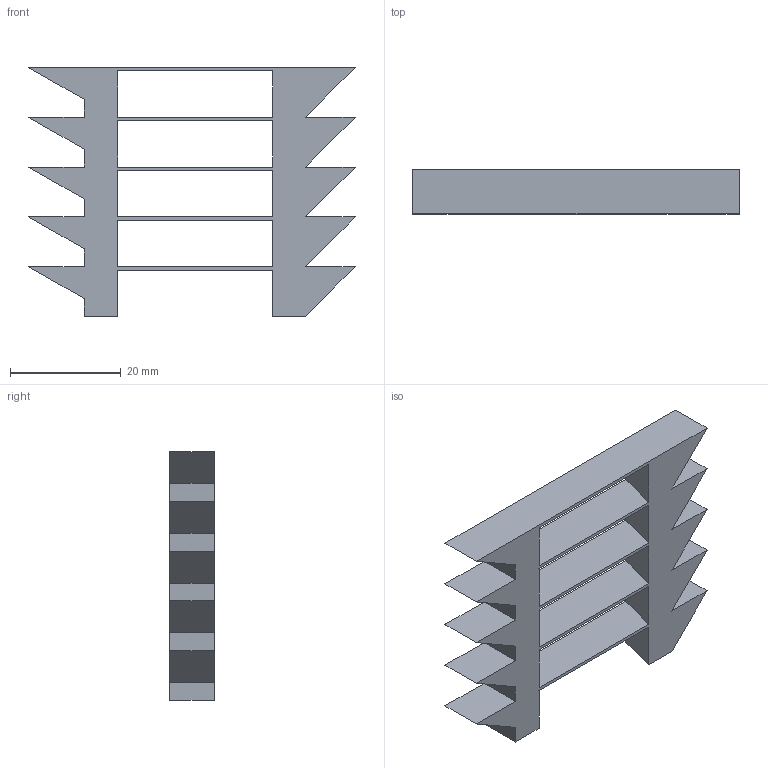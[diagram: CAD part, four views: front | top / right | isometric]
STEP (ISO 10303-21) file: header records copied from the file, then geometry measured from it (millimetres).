
FILE_DESCRIPTION(/* description */ (''),/* implementation_level */ '2;1');
FILE_NAME(/* name */ '3D Printing Tuning.step',/* time_stamp */ '2025-10-30T12:27:29-05:00',/* author */ (''),/* organization */ (''),/* preprocessor_version */ 'ST-DEVELOPER v20.1',/* originating_system */ 'Autodesk Translation Framework v14.17.0.0',/* authorisation */ '');
FILE_SCHEMA (('AUTOMOTIVE_DESIGN { 1 0 10303 214 3 1 1 }'));
Length unit declared in the file: millimetre
Products named in the file (2): 3d printing tuning parts; Temperature tower
Assembly tree (1 placements, depth 2):
  3d printing tuning parts
    Temperature tower
Bounding box: 59 x 8 x 45 mm (x, y, z)
Volume: 7035.4 mm3; surface area: 6885.9 mm2
Topology: 1 solids, 1 shells, 47 faces, 135 edges, 90 vertices
Faces by surface type: plane 47
Entity records: 1578 total; most frequent: CARTESIAN_POINT 275, ORIENTED_EDGE 270, DIRECTION 235, LINE 135, VECTOR 135, EDGE_CURVE 135, VERTEX_POINT 90, EDGE_LOOP 55
